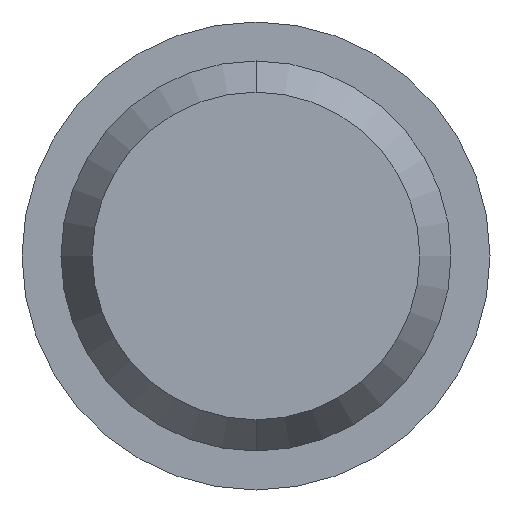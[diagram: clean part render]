
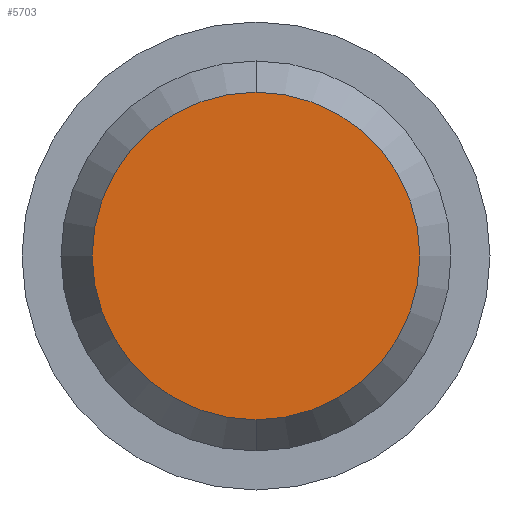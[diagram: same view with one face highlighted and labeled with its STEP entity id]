
A CAD part, front view. The second image highlights one B-rep face of the part: STEP entity #5703.
In plain terms, the highlighted planar face has unit normal (0, -1, 0).
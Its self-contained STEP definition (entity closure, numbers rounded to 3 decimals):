
#585 = ORIENTED_EDGE ( 'NONE', *, *, #4612, .F. ) ;
#1274 = DIRECTION ( 'NONE',  ( 0., 0., 1. ) ) ;
#1609 = PLANE ( 'NONE',  #3618 ) ;
#1749 = EDGE_LOOP ( 'NONE', ( #3655, #585 ) ) ;
#2145 = CARTESIAN_POINT ( 'NONE',  ( 1.788, -21., 0. ) ) ;
#2313 = CARTESIAN_POINT ( 'NONE',  ( 0., -21., 0. ) ) ;
#2543 = VERTEX_POINT ( 'NONE', #4312 ) ;
#2791 = AXIS2_PLACEMENT_3D ( 'NONE', #2313, #2816, #3285 ) ;
#2816 = DIRECTION ( 'NONE',  ( 0., 1., 0. ) ) ;
#2829 = CARTESIAN_POINT ( 'NONE',  ( 0., -21., 2.1 ) ) ;
#3285 = DIRECTION ( 'NONE',  ( 0., 0., 1. ) ) ;
#3618 = AXIS2_PLACEMENT_3D ( 'NONE', #2145, #5581, #5648 ) ;
#3655 = ORIENTED_EDGE ( 'NONE', *, *, #5388, .F. ) ;
#3912 = AXIS2_PLACEMENT_3D ( 'NONE', #4271, #5719, #1274 ) ;
#4241 = VERTEX_POINT ( 'NONE', #2829 ) ;
#4271 = CARTESIAN_POINT ( 'NONE',  ( 0., -21., 0. ) ) ;
#4312 = CARTESIAN_POINT ( 'NONE',  ( 0., -21., -2.1 ) ) ;
#4612 = EDGE_CURVE ( 'Defeature ausgef�hrt1_5+Defeature ausgef�hrt1_1+Defeature ausgef�hrt1_1+Defeature ausgef�hrt1_1', #2543, #4241, #4819, .T. ) ;
#4819 = CIRCLE ( 'NONE', #2791, 2.1 ) ;
#5324 = FACE_OUTER_BOUND ( 'NONE', #1749, .T. ) ;
#5388 = EDGE_CURVE ( 'Defeature ausgef�hrt1_5+Defeature ausgef�hrt1_1+Defeature ausgef�hrt1_1+Defeature ausgef�hrt1_1', #4241, #2543, #6131, .T. ) ;
#5581 = DIRECTION ( 'NONE',  ( 0., 1., 0. ) ) ;
#5648 = DIRECTION ( 'NONE',  ( -1., 0., 0. ) ) ;
#5703 = ADVANCED_FACE ( 'Defeature ausgef�hrt1_1', ( #5324 ), #1609, .F. ) ;
#5719 = DIRECTION ( 'NONE',  ( 0., 1., 0. ) ) ;
#6131 = CIRCLE ( 'NONE', #3912, 2.1 ) ;
